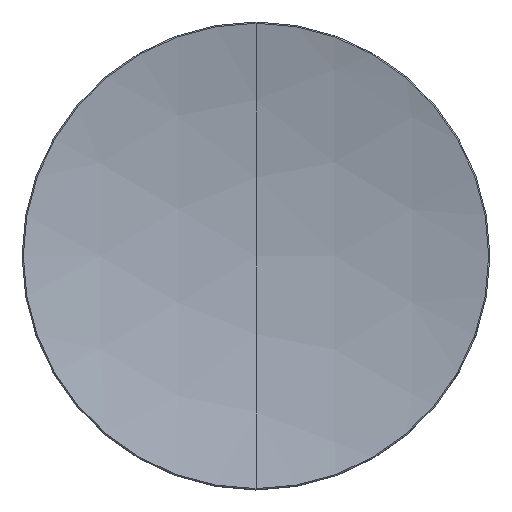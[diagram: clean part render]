
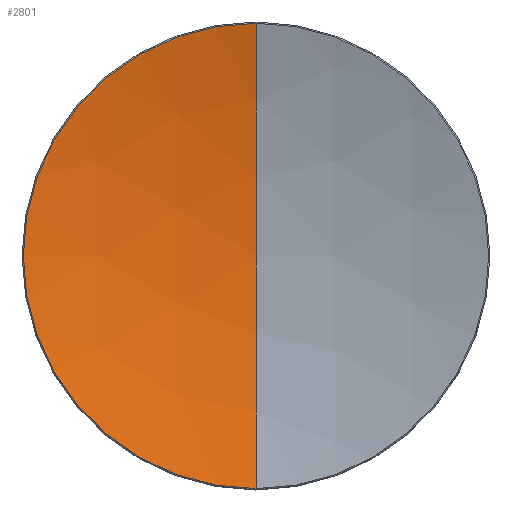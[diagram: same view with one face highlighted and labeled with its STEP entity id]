
A CAD part, top view. The second image highlights one B-rep face of the part: STEP entity #2801.
In plain terms, the highlighted spherical face has radius 150 mm.
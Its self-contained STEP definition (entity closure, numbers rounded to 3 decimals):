
#2801 = ADVANCED_FACE ( 'NONE', ( #8097 ), #8099, .F. ) ;
#2802 = EDGE_CURVE ( 'NONE', #2852, #2855, #7925, .T. ) ;
#2804 = ORIENTED_EDGE ( 'NONE', *, *, #2928, .F. ) ;
#2852 = VERTEX_POINT ( 'NONE', #7324 ) ;
#2853 = VERTEX_POINT ( 'NONE', #7329 ) ;
#2854 = EDGE_CURVE ( 'NONE', #2922, #2852, #7331, .T. ) ;
#2855 = VERTEX_POINT ( 'NONE', #7330 ) ;
#2856 = ORIENTED_EDGE ( 'NONE', *, *, #2854, .T. ) ;
#2911 = EDGE_LOOP ( 'NONE', ( #2856, #2931, #2927, #2804 ) ) ;
#2922 = VERTEX_POINT ( 'NONE', #7623 ) ;
#2926 = EDGE_CURVE ( 'NONE', #2855, #2853, #7622, .T. ) ;
#2927 = ORIENTED_EDGE ( 'NONE', *, *, #2926, .T. ) ;
#2928 = EDGE_CURVE ( 'NONE', #2922, #2853, #7500, .T. ) ;
#2931 = ORIENTED_EDGE ( 'NONE', *, *, #2802, .T. ) ;
#7324 = CARTESIAN_POINT ( 'NONE',  ( -37.306, 0., 10.713 ) ) ;
#7329 = CARTESIAN_POINT ( 'NONE',  ( 0., 0., 6. ) ) ;
#7330 = CARTESIAN_POINT ( 'NONE',  ( 0., -37.306, 10.713 ) ) ;
#7331 = CIRCLE ( 'NONE', #7340, 37.306 ) ;
#7340 = AXIS2_PLACEMENT_3D ( 'NONE', #7410, #7409, #7408 ) ;
#7408 = DIRECTION ( 'NONE',  ( 1., 0., 0. ) ) ;
#7409 = DIRECTION ( 'NONE',  ( 0., 0., 1. ) ) ;
#7410 = CARTESIAN_POINT ( 'NONE',  ( 0., 0., 10.713 ) ) ;
#7492 = DIRECTION ( 'NONE',  ( 0., 0., 1. ) ) ;
#7493 = DIRECTION ( 'NONE',  ( -1., 0., 0. ) ) ;
#7494 = AXIS2_PLACEMENT_3D ( 'NONE', #7499, #7493, #7492 ) ;
#7497 = DIRECTION ( 'NONE',  ( 0., 1., 0. ) ) ;
#7498 = DIRECTION ( 'NONE',  ( 1., 0., 0. ) ) ;
#7499 = CARTESIAN_POINT ( 'NONE',  ( 0., 0., 156. ) ) ;
#7500 = CIRCLE ( 'NONE', #7494, 150. ) ;
#7504 = AXIS2_PLACEMENT_3D ( 'NONE', #7615, #7498, #7497 ) ;
#7615 = CARTESIAN_POINT ( 'NONE',  ( 0., 0., 156. ) ) ;
#7622 = CIRCLE ( 'NONE', #7504, 150. ) ;
#7623 = CARTESIAN_POINT ( 'NONE',  ( 0., 37.306, 10.713 ) ) ;
#7925 = CIRCLE ( 'NONE', #8155, 37.306 ) ;
#7946 = AXIS2_PLACEMENT_3D ( 'NONE', #8158, #8157, #8156 ) ;
#8097 = FACE_OUTER_BOUND ( 'NONE', #2911, .T. ) ;
#8099 = SPHERICAL_SURFACE ( 'NONE', #7946, 150. ) ;
#8153 = DIRECTION ( 'NONE',  ( 1., 0., 0. ) ) ;
#8154 = DIRECTION ( 'NONE',  ( 0., 0., 1. ) ) ;
#8155 = AXIS2_PLACEMENT_3D ( 'NONE', #8159, #8154, #8153 ) ;
#8156 = DIRECTION ( 'NONE',  ( 0., 1., 0. ) ) ;
#8157 = DIRECTION ( 'NONE',  ( 1., 0., 0. ) ) ;
#8158 = CARTESIAN_POINT ( 'NONE',  ( 0., 0., 156. ) ) ;
#8159 = CARTESIAN_POINT ( 'NONE',  ( 0., 0., 10.713 ) ) ;
